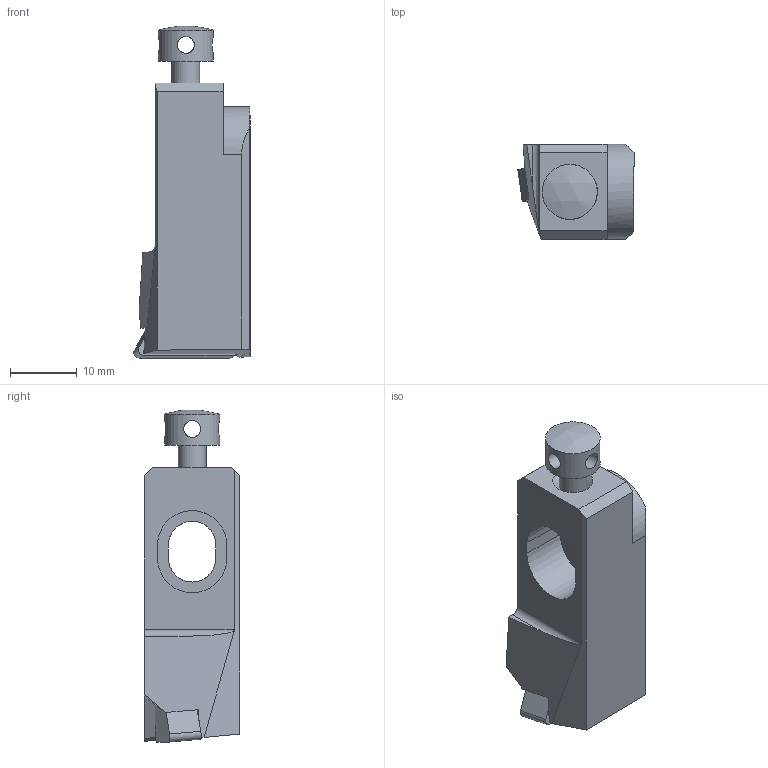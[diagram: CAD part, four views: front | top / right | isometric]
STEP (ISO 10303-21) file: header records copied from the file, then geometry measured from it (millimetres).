
FILE_DESCRIPTION(/* description */ (''),/* implementation_level */ '2;1');
FILE_NAME(/* name */ 'MTFNR-41CX-3.stp',/* time_stamp */ '2016-05-24T13:11:47+06:00',/* author */ (''),/* organization */ (''),/* preprocessor_version */ 'ST-DEVELOPER v15',/* originating_system */ 'SIEMENS PLM Software NX 8.5',/* authorisation */ '');
FILE_SCHEMA (('AUTOMOTIVE_DESIGN { 1 0 10303 214 3 1 1 1 }'));
Length unit declared in the file: millimetre
Products named in the file (1): inpu199CEBB9npdf
Bounding box: 17.45 x 14.27 x 49.84 mm (x, y, z)
Volume: 7010.3 mm3; surface area: 3963.9 mm2
Topology: 3 solids, 3 shells, 53 faces, 136 edges, 88 vertices
Faces by surface type: plane 34, cylinder 16, cone 2, sphere 1
Full cylindrical faces by diameter (mm): 2.54 x4, 3.493 x1, 4.166 x1, 8.255 x1
Entity records: 1861 total; most frequent: CARTESIAN_POINT 547, DIRECTION 257, ORIENTED_EDGE 246, EDGE_CURVE 123, LINE 87, VECTOR 87, VERTEX_POINT 85, AXIS2_PLACEMENT_3D 85
